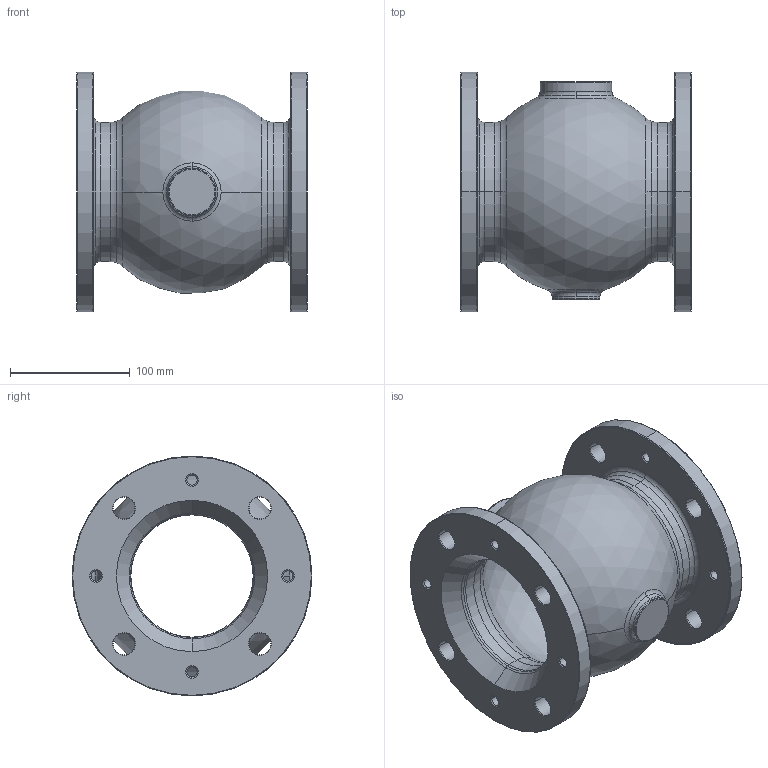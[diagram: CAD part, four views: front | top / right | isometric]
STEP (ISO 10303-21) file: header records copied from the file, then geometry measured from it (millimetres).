
FILE_DESCRIPTION((''),'2;1');
FILE_NAME('QV-120-080-XX_FR_M0001_ASM','2020-01-18T13:12:21',('wolffjan'),(''),'CREO PARAMETRIC BY PTC INC, 2018100','CREO PARAMETRIC BY PTC INC, 2018100','');
FILE_SCHEMA(('AUTOMOTIVE_DESIGN { 1 0 10303 214 1 1 1 1 }'));
Length unit declared in the file: millimetre
Products named in the file (2): GEHAEUSE_QV-120-080-XX; QV-120-080-XX_FR_M0001_ASM
Assembly tree (1 placements, depth 2):
  QV-120-080-XX_FR_M0001_ASM
    GEHAEUSE_QV-120-080-XX
Bounding box: 192 x 200 x 200 mm (x, y, z)
Volume: 1125770.4 mm3; surface area: 266834.3 mm2
Topology: 1 solids, 1 shells, 197 faces, 560 edges, 367 vertices
Faces by surface type: cone 70, torus 64, cylinder 52, plane 7, sphere 4
Entity records: 10073 total; most frequent: DIRECTION 1424, CARTESIAN_POINT 1149, ORIENTED_EDGE 1120, PRESENTATION_STYLE_ASSIGNMENT 758, STYLED_ITEM 758, AXIS2_PLACEMENT_3D 648, CURVE_STYLE 560, EDGE_CURVE 560
